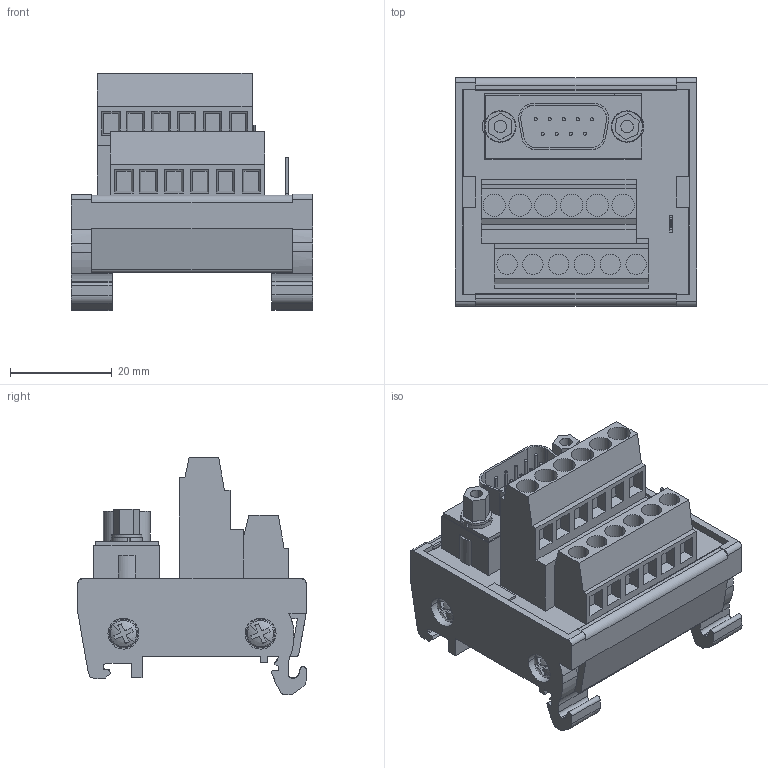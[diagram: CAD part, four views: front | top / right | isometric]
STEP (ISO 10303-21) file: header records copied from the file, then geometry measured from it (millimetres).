
FILE_DESCRIPTION(('CATIA V5R22 STEP214','CAx-IF Rec.Pracs.--- Model Styling and Organization---1.4--- 2014-01-23'),'2;1');
FILE_NAME ('D1514777_1', '2023-09-26T12:56:09+00:00', ('Weidmueller Interface'), ('Weidmueller'), 'CATIA Version 5-6 Release 2016 SP3 HF44', 'CATIA V5 STEP AP214', 'none');
FILE_SCHEMA(('AUTOMOTIVE_DESIGN { 1 0 10303 214 1 1 1 1 }'));
Length unit declared in the file: millimetre
Products named in the file (1): 3D_8259010000
Bounding box: 47.5 x 45 x 46.7 mm (x, y, z)
Volume: 29492.2 mm3; surface area: 24666.3 mm2
Topology: 1 solids, 5 shells, 821 faces, 2299 edges, 1522 vertices
Faces by surface type: plane 564, cylinder 241, torus 8, sphere 8
Entity records: 27817 total; most frequent: CARTESIAN_POINT 6075, ORIENTED_EDGE 4598, DIRECTION 3758, EDGE_CURVE 2299, VECTOR 1613, LINE 1613, VERTEX_POINT 1522, AXIS2_PLACEMENT_3D 1325
